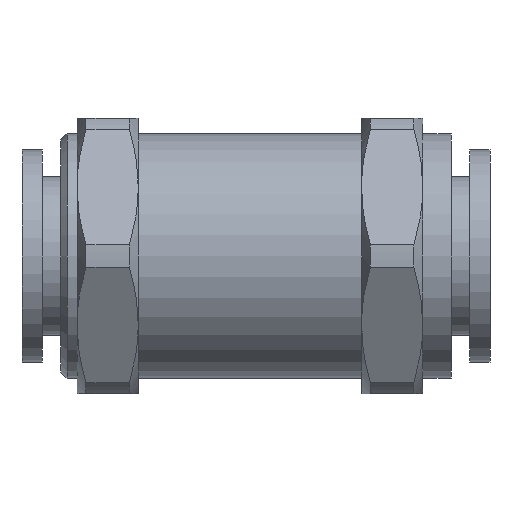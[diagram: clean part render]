
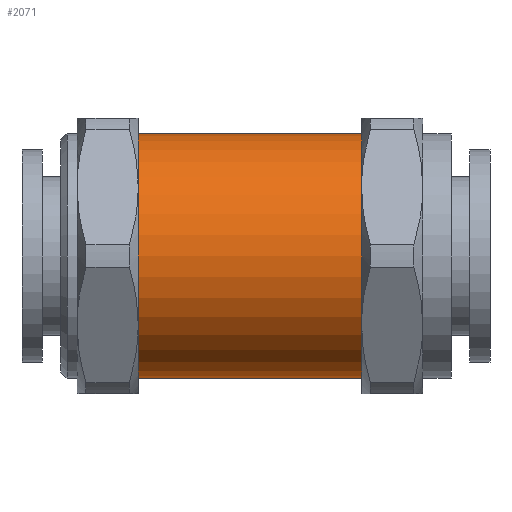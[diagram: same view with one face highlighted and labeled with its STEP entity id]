
A CAD part, left-side view. The second image highlights one B-rep face of the part: STEP entity #2071.
In plain terms, the highlighted cylindrical face has radius 12 mm (diameter 24 mm), a partial arc.
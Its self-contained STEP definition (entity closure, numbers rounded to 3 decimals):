
#32=CARTESIAN_POINT('',(-0.,34.5,12.));
#33=VERTEX_POINT('',#32);
#34=CARTESIAN_POINT('',(-0.,12.6,12.));
#35=VERTEX_POINT('',#34);
#36=CARTESIAN_POINT('',(-0.,34.5,12.));
#37=DIRECTION('',(-0.,-1.,-0.));
#38=VECTOR('',#37,21.9);
#39=LINE('',#36,#38);
#40=EDGE_CURVE('',#33,#35,#39,.T.);
#42=CARTESIAN_POINT('',(-0.,12.6,-12.));
#43=VERTEX_POINT('',#42);
#51=CARTESIAN_POINT('',(0.,34.5,-12.));
#52=VERTEX_POINT('',#51);
#53=CARTESIAN_POINT('',(0.,34.5,-12.));
#54=DIRECTION('',(0.,-1.,0.));
#55=VECTOR('',#54,21.9);
#56=LINE('',#53,#55);
#57=EDGE_CURVE('',#52,#43,#56,.T.);
#131=CARTESIAN_POINT('',(0.,12.6,0.));
#132=DIRECTION('',(-0.,-1.,-0.));
#133=DIRECTION('',(0.,0.,-1.));
#134=AXIS2_PLACEMENT_3D('',#131,#132,#133);
#135=CIRCLE('',#134,12.);
#136=EDGE_CURVE('',#35,#43,#135,.T.);
#927=CARTESIAN_POINT('',(0.,34.5,0.));
#928=DIRECTION('',(-0.,1.,-0.));
#929=DIRECTION('',(0.,0.,-1.));
#930=AXIS2_PLACEMENT_3D('',#927,#928,#929);
#931=CIRCLE('',#930,12.);
#932=EDGE_CURVE('',#52,#33,#931,.T.);
#2060=CARTESIAN_POINT('',(0.,0.,0.));
#2061=DIRECTION('',(0.,1.,0.));
#2062=DIRECTION('',(0.,0.,-1.));
#2063=AXIS2_PLACEMENT_3D('',#2060,#2061,#2062);
#2064=CYLINDRICAL_SURFACE('',#2063,12.);
#2065=ORIENTED_EDGE('',*,*,#40,.F.);
#2066=ORIENTED_EDGE('',*,*,#932,.F.);
#2067=ORIENTED_EDGE('',*,*,#57,.T.);
#2068=ORIENTED_EDGE('',*,*,#136,.F.);
#2069=EDGE_LOOP('',(#2065,#2066,#2067,#2068));
#2070=FACE_BOUND('',#2069,.T.);
#2071=ADVANCED_FACE('',(#2070),#2064,.T.);
